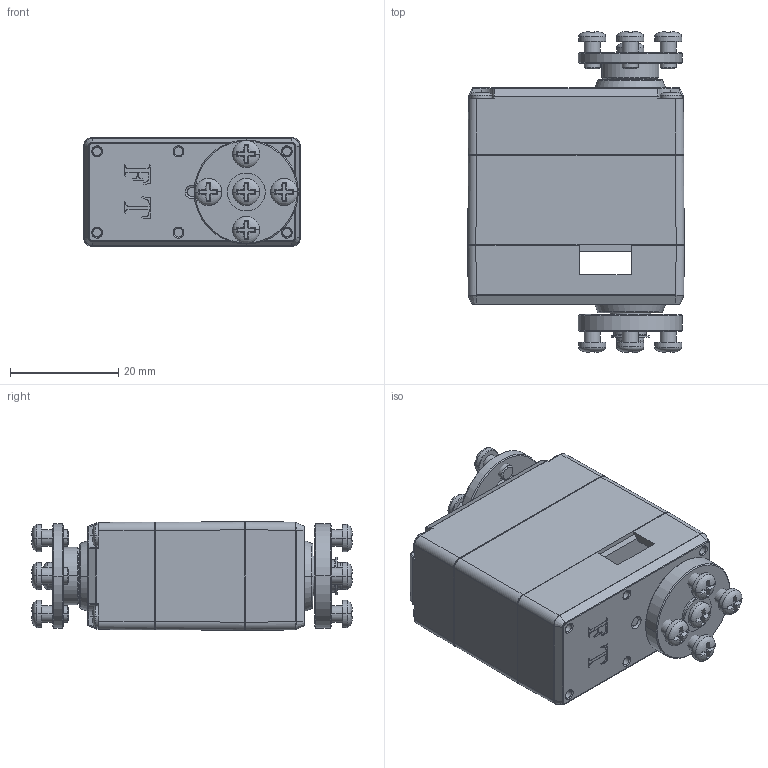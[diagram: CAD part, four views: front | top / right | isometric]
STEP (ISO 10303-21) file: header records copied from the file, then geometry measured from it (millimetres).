
FILE_DESCRIPTION((''),'2;1');
FILE_NAME('SCS15_ASM15KG20160222_ASM','2017-07-20T',('Administrator'),(''),'PRO/ENGINEER BY PARAMETRIC TECHNOLOGY CORPORATION, 2008380','PRO/ENGINEER BY PARAMETRIC TECHNOLOGY CORPORATION, 2008380','');
FILE_SCHEMA(('AUTOMOTIVE_DESIGN_CC2 { 1 2 10303 214 -1 1 5 2 }'));
Length unit declared in the file: millimetre
Products named in the file (22): MSBR-20; MSBR-19; MSBR-18; MSBR-17; MSBR-16; MSBR-15; MSBR-14; MSBR-13; MSBR-12; MSBR-11; MSBR-10; MSBR-9; MSBR-8; MSBR-7; MSBR-6; MSBR-5; MSBR-4; MSBR-3; MSBR-2; MSBR-1; SCS15_ASM_ASM; SCS15_ASM15KG20160222_ASM
Assembly tree (21 placements, depth 3):
  SCS15_ASM15KG20160222_ASM
    SCS15_ASM_ASM
      MSBR-20
      MSBR-19
      MSBR-18
      MSBR-17
      MSBR-16
      MSBR-15
      MSBR-14
      MSBR-13
      MSBR-12
      MSBR-11
      MSBR-10
      MSBR-9
      MSBR-8
      MSBR-7
      MSBR-6
      MSBR-5
      MSBR-4
      MSBR-3
      MSBR-2
      MSBR-1
Bounding box: 39.94 x 59.19 x 20.04 mm (x, y, z)
Volume: 28489.6 mm3; surface area: 17398.2 mm2
Topology: 20 solids, 23 shells, 1609 faces, 4788 edges, 3262 vertices
Faces by surface type: cylinder 602, plane 570, cone 161, extrusion 148, torus 48, bspline 36, revolution 28, sphere 16
Entity records: 65897 total; most frequent: CARTESIAN_POINT 22588, ORIENTED_EDGE 9536, DIRECTION 8502, EDGE_CURVE 4768, VERTEX_POINT 3262, AXIS2_PLACEMENT_3D 3236, VECTOR 2002, LINE 1854
